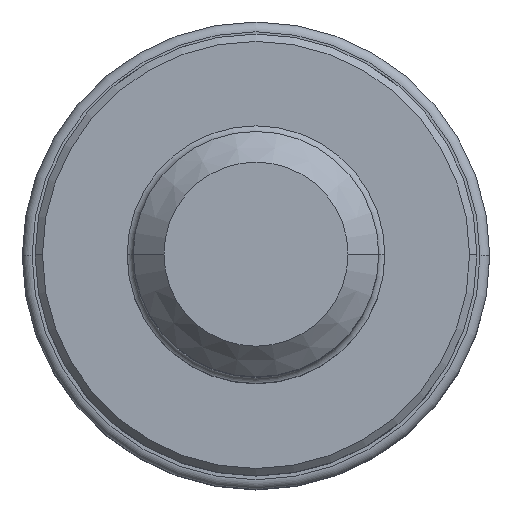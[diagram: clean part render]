
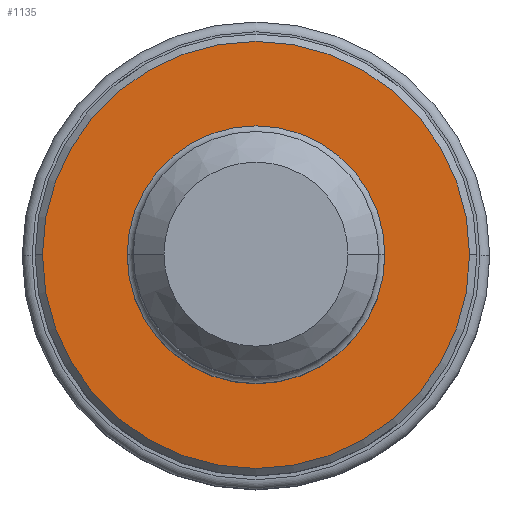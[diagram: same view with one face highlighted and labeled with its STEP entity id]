
A CAD part, top view. The second image highlights one B-rep face of the part: STEP entity #1135.
In plain terms, the highlighted planar face has unit normal (0, 0, 1).
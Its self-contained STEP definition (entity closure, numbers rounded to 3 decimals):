
#1013=PLANE('',#3501);
#1019=FACE_BOUND('',#1422,.T.);
#1020=FACE_BOUND('',#1423,.T.);
#1135=ADVANCED_FACE('',(#1019,#1020),#1013,.F.);
#1422=EDGE_LOOP('',(#1939,#1940));
#1423=EDGE_LOOP('',(#1941,#1942));
#1939=ORIENTED_EDGE('',*,*,#2423,.T.);
#1940=ORIENTED_EDGE('',*,*,#2420,.T.);
#1941=ORIENTED_EDGE('',*,*,#2424,.T.);
#1942=ORIENTED_EDGE('',*,*,#2425,.T.);
#2152=VERTEX_POINT('',#5948);
#2153=VERTEX_POINT('',#5949);
#2154=VERTEX_POINT('',#5956);
#2155=VERTEX_POINT('',#5957);
#2420=EDGE_CURVE('',#2152,#2153,#2783,.T.);
#2423=EDGE_CURVE('',#2153,#2152,#2784,.T.);
#2424=EDGE_CURVE('',#2154,#2155,#2785,.T.);
#2425=EDGE_CURVE('',#2155,#2154,#2786,.T.);
#2783=CIRCLE('',#3495,8.7);
#2784=CIRCLE('',#3497,8.7);
#2785=CIRCLE('',#3499,5.25);
#2786=CIRCLE('',#3500,5.25);
#3495=AXIS2_PLACEMENT_3D('',#5947,#4069,#4070);
#3497=AXIS2_PLACEMENT_3D('',#5953,#4075,#4076);
#3499=AXIS2_PLACEMENT_3D('',#5955,#4079,#4080);
#3500=AXIS2_PLACEMENT_3D('',#5958,#4081,#4082);
#3501=AXIS2_PLACEMENT_3D('',#5959,#4083,#4084);
#4069=DIRECTION('',(0.,0.,1.));
#4070=DIRECTION('',(-1.,0.,0.));
#4075=DIRECTION('',(0.,0.,1.));
#4076=DIRECTION('',(1.,0.,0.));
#4079=DIRECTION('',(0.,0.,-1.));
#4080=DIRECTION('',(1.,0.,0.));
#4081=DIRECTION('',(0.,0.,-1.));
#4082=DIRECTION('',(-1.,0.,0.));
#4083=DIRECTION('',(0.,0.,-1.));
#4084=DIRECTION('',(1.,0.,0.));
#5947=CARTESIAN_POINT('',(0.,0.,0.));
#5948=CARTESIAN_POINT('',(-8.7,0.,0.));
#5949=CARTESIAN_POINT('',(8.7,0.,0.));
#5953=CARTESIAN_POINT('',(0.,0.,0.));
#5955=CARTESIAN_POINT('',(0.,0.,0.));
#5956=CARTESIAN_POINT('',(5.25,0.,0.));
#5957=CARTESIAN_POINT('',(-5.25,0.,0.));
#5958=CARTESIAN_POINT('',(0.,0.,0.));
#5959=CARTESIAN_POINT('',(0.,0.,0.));
